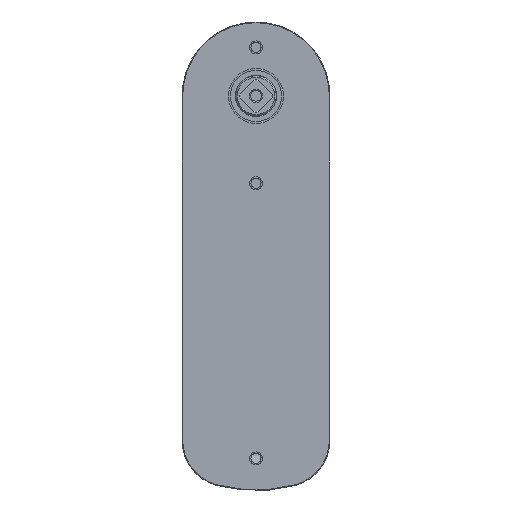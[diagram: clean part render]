
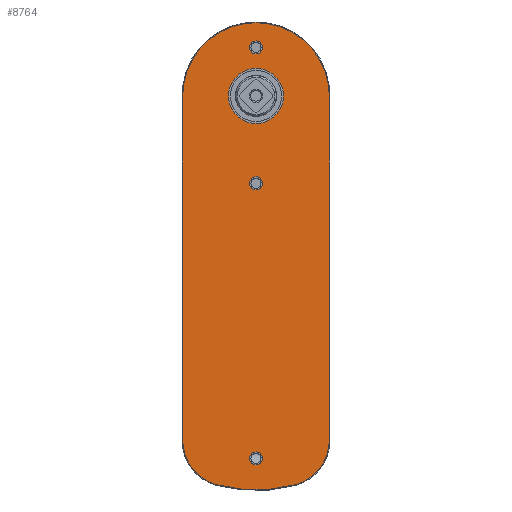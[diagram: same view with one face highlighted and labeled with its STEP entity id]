
A CAD part, front view. The second image highlights one B-rep face of the part: STEP entity #8764.
In plain terms, the highlighted planar face has unit normal (0, -1, 0).
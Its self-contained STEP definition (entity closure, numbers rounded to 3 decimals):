
#223 = CARTESIAN_POINT ( 'NONE',  ( -8.4, -2.5, -106.396 ) ) ;
#362 = VERTEX_POINT ( 'NONE', #10131 ) ;
#452 = FACE_OUTER_BOUND ( 'NONE', #13418, .T. ) ;
#620 = CIRCLE ( 'NONE', #3067, 2. ) ;
#894 = CARTESIAN_POINT ( 'NONE',  ( 0., -2.5, -27. ) ) ;
#935 = ORIENTED_EDGE ( 'NONE', *, *, #6864, .T. ) ;
#1051 = DIRECTION ( 'NONE',  ( 0., -1., 0. ) ) ;
#1071 = AXIS2_PLACEMENT_3D ( 'NONE', #20004, #1051, #6157 ) ;
#1088 = CARTESIAN_POINT ( 'NONE',  ( 0., -2.5, -112. ) ) ;
#1438 = DIRECTION ( 'NONE',  ( 0., -1., 0. ) ) ;
#1877 = EDGE_CURVE ( 'NONE', #18441, #20339, #8155, .T. ) ;
#1907 = DIRECTION ( 'NONE',  ( 0., 0., 1. ) ) ;
#2265 = CARTESIAN_POINT ( 'NONE',  ( 8.4, -2.5, -106.396 ) ) ;
#2696 = AXIS2_PLACEMENT_3D ( 'NONE', #13914, #12401, #1907 ) ;
#2734 = DIRECTION ( 'NONE',  ( 0., -1., 0. ) ) ;
#2844 = DIRECTION ( 'NONE',  ( 0., 0., 1. ) ) ;
#2906 = ORIENTED_EDGE ( 'NONE', *, *, #3713, .T. ) ;
#3033 = DIRECTION ( 'NONE',  ( 0., -1., 0. ) ) ;
#3067 = AXIS2_PLACEMENT_3D ( 'NONE', #3367, #19026, #10265 ) ;
#3070 = AXIS2_PLACEMENT_3D ( 'NONE', #7902, #14986, #21834 ) ;
#3367 = CARTESIAN_POINT ( 'NONE',  ( 0., -2.5, 15. ) ) ;
#3391 = CIRCLE ( 'NONE', #3070, 8.5 ) ;
#3463 = FACE_BOUND ( 'NONE', #8406, .T. ) ;
#3558 = EDGE_CURVE ( 'NONE', #16662, #7342, #4538, .T. ) ;
#3595 = DIRECTION ( 'NONE',  ( 0., 0., 1. ) ) ;
#3702 = AXIS2_PLACEMENT_3D ( 'NONE', #11303, #21792, #9800 ) ;
#3713 = EDGE_CURVE ( 'NONE', #6558, #9386, #13320, .T. ) ;
#3752 = DIRECTION ( 'NONE',  ( 0., -1., 0. ) ) ;
#4007 = AXIS2_PLACEMENT_3D ( 'NONE', #2265, #5779, #21529 ) ;
#4125 = VECTOR ( 'NONE', #11503, 1000. ) ;
#4532 = CARTESIAN_POINT ( 'NONE',  ( 0., -2.5, -112. ) ) ;
#4538 = CIRCLE ( 'NONE', #12249, 8.5 ) ;
#4829 = EDGE_CURVE ( 'NONE', #21468, #16199, #21596, .T. ) ;
#4892 = CARTESIAN_POINT ( 'NONE',  ( -12.083, -2.5, -120.162 ) ) ;
#4958 = LINE ( 'NONE', #21925, #4125 ) ;
#5218 = CARTESIAN_POINT ( 'NONE',  ( 12.083, -2.5, -120.162 ) ) ;
#5370 = CARTESIAN_POINT ( 'NONE',  ( 22.65, -2.5, 0. ) ) ;
#5464 = ORIENTED_EDGE ( 'NONE', *, *, #16422, .F. ) ;
#5779 = DIRECTION ( 'NONE',  ( 0., -1., 0. ) ) ;
#5826 = VERTEX_POINT ( 'NONE', #17258 ) ;
#5848 = EDGE_CURVE ( 'NONE', #7445, #8838, #620, .T. ) ;
#6157 = DIRECTION ( 'NONE',  ( 0., 0., 1. ) ) ;
#6558 = VERTEX_POINT ( 'NONE', #21157 ) ;
#6864 = EDGE_CURVE ( 'NONE', #9386, #16677, #4958, .T. ) ;
#7011 = CIRCLE ( 'NONE', #16736, 2. ) ;
#7076 = CARTESIAN_POINT ( 'NONE',  ( 0., -2.5, 0. ) ) ;
#7129 = ORIENTED_EDGE ( 'NONE', *, *, #9628, .F. ) ;
#7214 = EDGE_CURVE ( 'NONE', #10003, #362, #8795, .T. ) ;
#7342 = VERTEX_POINT ( 'NONE', #22116 ) ;
#7445 = VERTEX_POINT ( 'NONE', #12396 ) ;
#7902 = CARTESIAN_POINT ( 'NONE',  ( 0., -2.5, 0. ) ) ;
#8155 = CIRCLE ( 'NONE', #8282, 46.75 ) ;
#8238 = ORIENTED_EDGE ( 'NONE', *, *, #7214, .T. ) ;
#8282 = AXIS2_PLACEMENT_3D ( 'NONE', #12419, #3752, #14168 ) ;
#8406 = EDGE_LOOP ( 'NONE', ( #20895, #22244 ) ) ;
#8417 = DIRECTION ( 'NONE',  ( 0., 0., 1. ) ) ;
#8560 = ORIENTED_EDGE ( 'NONE', *, *, #17178, .F. ) ;
#8764 = ADVANCED_FACE ( 'NONE', ( #452, #12764, #3463, #20936, #9801 ), #11556, .T. ) ;
#8795 = LINE ( 'NONE', #5370, #10680 ) ;
#8829 = DIRECTION ( 'NONE',  ( 0., -1., 0. ) ) ;
#8838 = VERTEX_POINT ( 'NONE', #13142 ) ;
#8965 = DIRECTION ( 'NONE',  ( 0., 0., 1. ) ) ;
#8982 = CIRCLE ( 'NONE', #2696, 2. ) ;
#9311 = CIRCLE ( 'NONE', #4007, 14.25 ) ;
#9386 = VERTEX_POINT ( 'NONE', #14194 ) ;
#9503 = ORIENTED_EDGE ( 'NONE', *, *, #4829, .F. ) ;
#9628 = EDGE_CURVE ( 'NONE', #5826, #19547, #21424, .T. ) ;
#9800 = DIRECTION ( 'NONE',  ( 0., 0., 1. ) ) ;
#9801 = FACE_BOUND ( 'NONE', #18950, .T. ) ;
#10003 = VERTEX_POINT ( 'NONE', #15150 ) ;
#10023 = DIRECTION ( 'NONE',  ( 0., 0., 1. ) ) ;
#10131 = CARTESIAN_POINT ( 'NONE',  ( 22.65, -2.5, 0. ) ) ;
#10265 = DIRECTION ( 'NONE',  ( 0., 0., 1. ) ) ;
#10521 = AXIS2_PLACEMENT_3D ( 'NONE', #223, #13759, #12532 ) ;
#10680 = VECTOR ( 'NONE', #8965, 1000. ) ;
#10744 = EDGE_CURVE ( 'NONE', #7342, #16662, #3391, .T. ) ;
#11036 = ORIENTED_EDGE ( 'NONE', *, *, #5848, .F. ) ;
#11303 = CARTESIAN_POINT ( 'NONE',  ( 0., -2.5, 0. ) ) ;
#11503 = DIRECTION ( 'NONE',  ( 0., 0., -1. ) ) ;
#11556 = PLANE ( 'NONE',  #1071 ) ;
#11783 = ORIENTED_EDGE ( 'NONE', *, *, #15365, .F. ) ;
#11945 = EDGE_LOOP ( 'NONE', ( #5464, #11036 ) ) ;
#12249 = AXIS2_PLACEMENT_3D ( 'NONE', #7076, #16009, #19517 ) ;
#12396 = CARTESIAN_POINT ( 'NONE',  ( 0., -2.5, 13. ) ) ;
#12401 = DIRECTION ( 'NONE',  ( 0., -1., 0. ) ) ;
#12419 = CARTESIAN_POINT ( 'NONE',  ( 0., -2.5, -75. ) ) ;
#12532 = DIRECTION ( 'NONE',  ( 0., 0., 1. ) ) ;
#12764 = FACE_BOUND ( 'NONE', #11945, .T. ) ;
#13092 = CARTESIAN_POINT ( 'NONE',  ( -22.65, -2.5, -106.396 ) ) ;
#13142 = CARTESIAN_POINT ( 'NONE',  ( 0., -2.5, 17. ) ) ;
#13320 = CIRCLE ( 'NONE', #3702, 22.65 ) ;
#13335 = DIRECTION ( 'NONE',  ( 0., -1., 0. ) ) ;
#13418 = EDGE_LOOP ( 'NONE', ( #22590, #14751, #8238, #20652, #2906, #935, #17599 ) ) ;
#13456 = AXIS2_PLACEMENT_3D ( 'NONE', #13782, #8829, #3595 ) ;
#13759 = DIRECTION ( 'NONE',  ( 0., -1., 0. ) ) ;
#13782 = CARTESIAN_POINT ( 'NONE',  ( 0., -2.5, 0. ) ) ;
#13914 = CARTESIAN_POINT ( 'NONE',  ( 0., -2.5, 15. ) ) ;
#14168 = DIRECTION ( 'NONE',  ( 0., 0., 1. ) ) ;
#14194 = CARTESIAN_POINT ( 'NONE',  ( -22.65, -2.5, 0. ) ) ;
#14751 = ORIENTED_EDGE ( 'NONE', *, *, #15771, .T. ) ;
#14979 = DIRECTION ( 'NONE',  ( 0., 0., 1. ) ) ;
#14986 = DIRECTION ( 'NONE',  ( 0., -1., 0. ) ) ;
#15150 = CARTESIAN_POINT ( 'NONE',  ( 22.65, -2.5, -106.396 ) ) ;
#15314 = EDGE_LOOP ( 'NONE', ( #11783, #9503 ) ) ;
#15365 = EDGE_CURVE ( 'NONE', #16199, #21468, #20084, .T. ) ;
#15740 = AXIS2_PLACEMENT_3D ( 'NONE', #1088, #13335, #2844 ) ;
#15771 = EDGE_CURVE ( 'NONE', #20339, #10003, #9311, .T. ) ;
#16009 = DIRECTION ( 'NONE',  ( 0., -1., 0. ) ) ;
#16199 = VERTEX_POINT ( 'NONE', #16605 ) ;
#16314 = CIRCLE ( 'NONE', #13456, 22.65 ) ;
#16422 = EDGE_CURVE ( 'NONE', #8838, #7445, #8982, .T. ) ;
#16597 = CARTESIAN_POINT ( 'NONE',  ( 0., -2.5, -29. ) ) ;
#16605 = CARTESIAN_POINT ( 'NONE',  ( 0., -2.5, -25. ) ) ;
#16662 = VERTEX_POINT ( 'NONE', #18286 ) ;
#16677 = VERTEX_POINT ( 'NONE', #13092 ) ;
#16736 = AXIS2_PLACEMENT_3D ( 'NONE', #4532, #3033, #10023 ) ;
#16757 = CARTESIAN_POINT ( 'NONE',  ( 0., -2.5, -114. ) ) ;
#16779 = EDGE_CURVE ( 'NONE', #362, #6558, #16314, .T. ) ;
#17178 = EDGE_CURVE ( 'NONE', #19547, #5826, #7011, .T. ) ;
#17258 = CARTESIAN_POINT ( 'NONE',  ( 0., -2.5, -110. ) ) ;
#17328 = AXIS2_PLACEMENT_3D ( 'NONE', #894, #2734, #14979 ) ;
#17599 = ORIENTED_EDGE ( 'NONE', *, *, #22142, .T. ) ;
#18286 = CARTESIAN_POINT ( 'NONE',  ( 0., -2.5, -8.5 ) ) ;
#18441 = VERTEX_POINT ( 'NONE', #4892 ) ;
#18851 = CARTESIAN_POINT ( 'NONE',  ( 0., -2.5, -27. ) ) ;
#18885 = CIRCLE ( 'NONE', #10521, 14.25 ) ;
#18950 = EDGE_LOOP ( 'NONE', ( #7129, #8560 ) ) ;
#19026 = DIRECTION ( 'NONE',  ( 0., -1., 0. ) ) ;
#19517 = DIRECTION ( 'NONE',  ( 0., 0., 1. ) ) ;
#19547 = VERTEX_POINT ( 'NONE', #16757 ) ;
#20004 = CARTESIAN_POINT ( 'NONE',  ( 0., -2.5, 0. ) ) ;
#20084 = CIRCLE ( 'NONE', #17328, 2. ) ;
#20339 = VERTEX_POINT ( 'NONE', #5218 ) ;
#20652 = ORIENTED_EDGE ( 'NONE', *, *, #16779, .T. ) ;
#20895 = ORIENTED_EDGE ( 'NONE', *, *, #10744, .F. ) ;
#20936 = FACE_BOUND ( 'NONE', #15314, .T. ) ;
#21157 = CARTESIAN_POINT ( 'NONE',  ( 0., -2.5, 22.65 ) ) ;
#21166 = AXIS2_PLACEMENT_3D ( 'NONE', #18851, #1438, #8417 ) ;
#21424 = CIRCLE ( 'NONE', #15740, 2. ) ;
#21468 = VERTEX_POINT ( 'NONE', #16597 ) ;
#21529 = DIRECTION ( 'NONE',  ( 0., 0., 1. ) ) ;
#21596 = CIRCLE ( 'NONE', #21166, 2. ) ;
#21792 = DIRECTION ( 'NONE',  ( 0., -1., 0. ) ) ;
#21834 = DIRECTION ( 'NONE',  ( 0., 0., 1. ) ) ;
#21925 = CARTESIAN_POINT ( 'NONE',  ( -22.65, -2.5, 0. ) ) ;
#22116 = CARTESIAN_POINT ( 'NONE',  ( 0., -2.5, 8.5 ) ) ;
#22142 = EDGE_CURVE ( 'NONE', #16677, #18441, #18885, .T. ) ;
#22244 = ORIENTED_EDGE ( 'NONE', *, *, #3558, .F. ) ;
#22590 = ORIENTED_EDGE ( 'NONE', *, *, #1877, .T. ) ;
